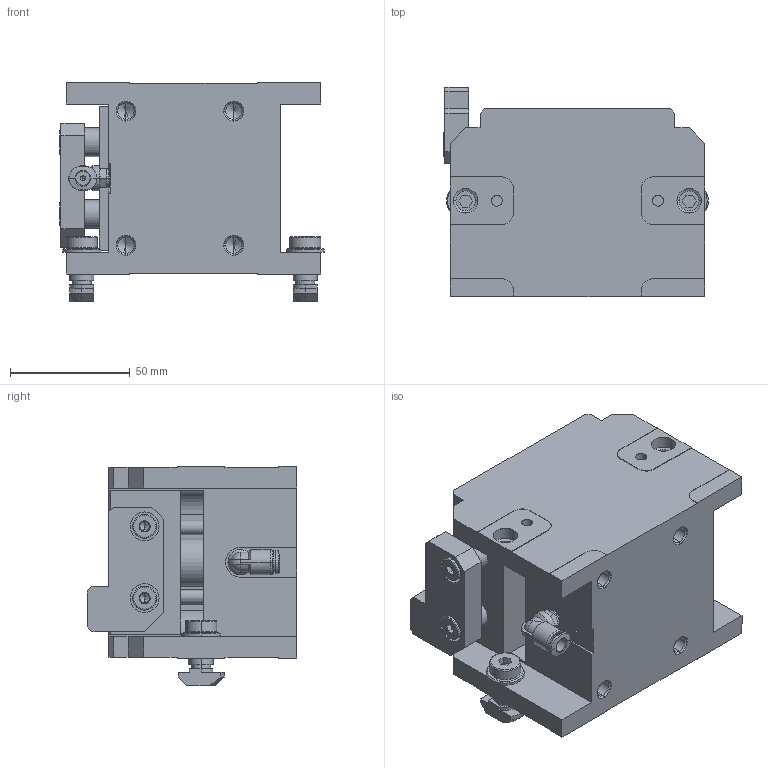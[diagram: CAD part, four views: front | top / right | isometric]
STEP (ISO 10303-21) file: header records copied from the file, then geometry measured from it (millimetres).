
FILE_DESCRIPTION (( 'STEP AP203' ), '1' );
FILE_NAME ('ASUTEC_ASMNG-220-EW-09-I-A19-100.STEP', '2021-07-02T11:12:31', ( '' ), ( '' ), 'SwSTEP 2.0', 'SolidWorks 2020', '' );
FILE_SCHEMA (( 'CONFIG_CONTROL_DESIGN' ));
Length unit declared in the file: millimetre
Products named in the file (1): ASUTEC_ASMNG-220-EW-09-I-A19-100
Bounding box: 110.55 x 87.55 x 91.5 mm (x, y, z)
Volume: 437017.7 mm3; surface area: 114080.2 mm2
Topology: 7 solids, 7 shells, 1071 faces, 2750 edges, 1774 vertices
Faces by surface type: plane 474, cylinder 278, bspline 200, cone 100, torus 15, sphere 4
Entity records: 41983 total; most frequent: CARTESIAN_POINT 16823, ORIENTED_EDGE 5472, DIRECTION 4676, EDGE_CURVE 2736, VERTEX_POINT 1774, AXIS2_PLACEMENT_3D 1559, LINE 1558, VECTOR 1558
